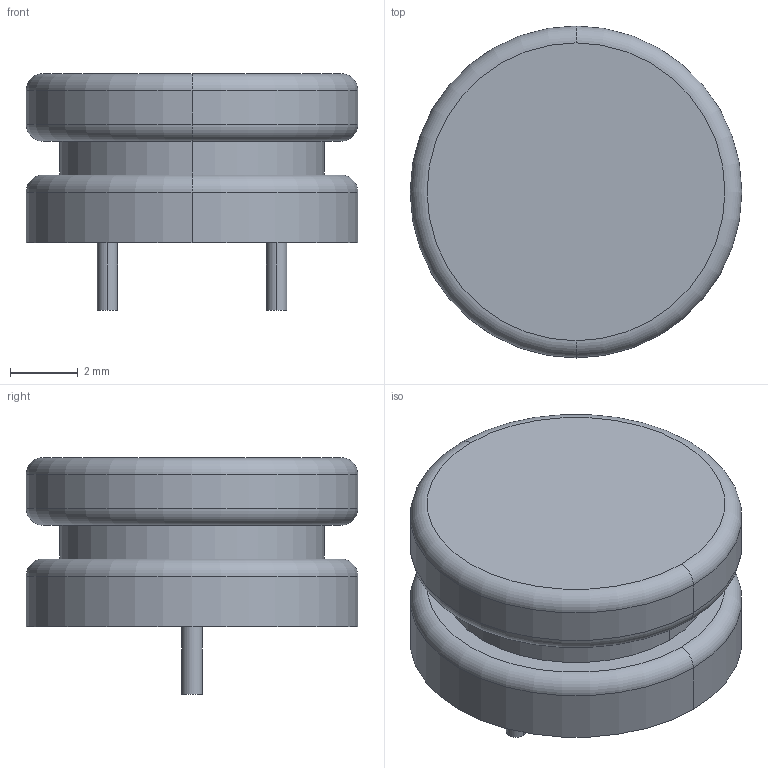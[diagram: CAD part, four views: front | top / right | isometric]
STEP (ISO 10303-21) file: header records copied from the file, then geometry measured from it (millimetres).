
FILE_DESCRIPTION (( 'STEP AP214' ), '1' );
FILE_NAME ( 'LSP500W60D980H500.STEP', '2019-08-14T12:06:55', ( '' ), ( '' ), 'Part was generated with the free Library Expert Lite available at www.PCBLibraries.com. Removing line will violate the End User License Agreement.', '©2017 PCB Libraries, Inc.', '' );
FILE_SCHEMA (( 'AUTOMOTIVE_DESIGN' ));
Length unit declared in the file: millimetre
Products named in the file (1): LSP500W60D980H500
Bounding box: 9.8 x 9.8 x 7 mm (x, y, z)
Volume: 345.8 mm3; surface area: 342.3 mm2
Topology: 3 solids, 3 shells, 24 faces, 42 edges, 26 vertices
Faces by surface type: cylinder 10, plane 8, torus 6
Entity records: 710 total; most frequent: DIRECTION 124, CARTESIAN_POINT 93, ORIENTED_EDGE 84, AXIS2_PLACEMENT_3D 57, EDGE_CURVE 42, CIRCLE 32, STYLED_ITEM 28, PRESENTATION_LAYER_ASSIGNMENT 28
